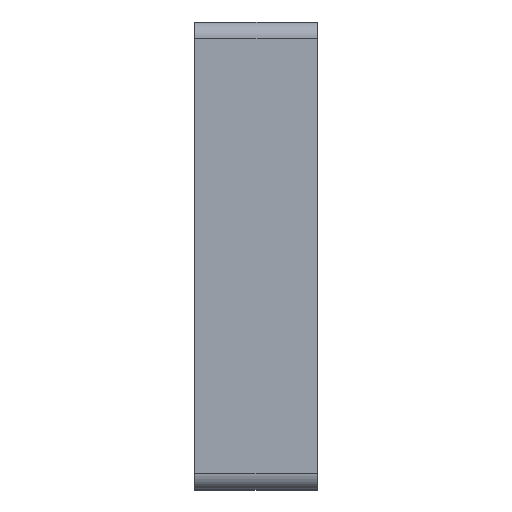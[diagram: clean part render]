
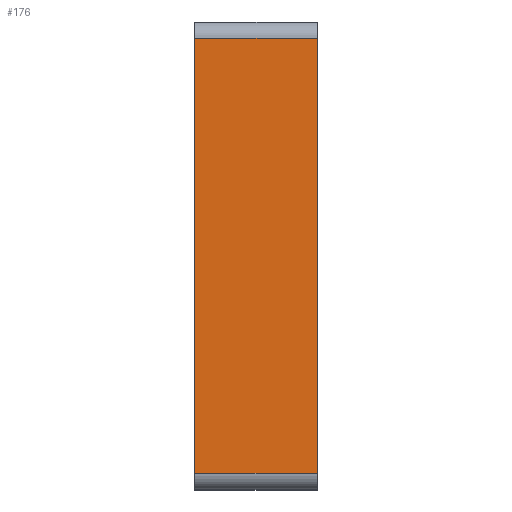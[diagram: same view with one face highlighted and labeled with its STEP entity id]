
A CAD part, top view. The second image highlights one B-rep face of the part: STEP entity #176.
In plain terms, the highlighted planar face has unit normal (0, 0, 1).
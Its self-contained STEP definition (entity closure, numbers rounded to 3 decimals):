
#29 = PLANE ( 'NONE',  #109 ) ;
#65 = ORIENTED_EDGE ( 'NONE', *, *, #165, .T. ) ;
#109 = AXIS2_PLACEMENT_3D ( 'NONE', #1014, #209, #1019 ) ;
#115 = CARTESIAN_POINT ( 'NONE',  ( 8.75, 64.663, 10.337 ) ) ;
#165 = EDGE_CURVE ( 'NONE', #533, #522, #733, .T. ) ;
#176 = ADVANCED_FACE ( 'NONE', ( #823 ), #29, .F. ) ;
#196 = CARTESIAN_POINT ( 'NONE',  ( 8.75, 0., 10.337 ) ) ;
#197 = VERTEX_POINT ( 'NONE', #471 ) ;
#198 = LINE ( 'NONE', #115, #1089 ) ;
#209 = DIRECTION ( 'NONE',  ( 0., 0., -1. ) ) ;
#215 = ORIENTED_EDGE ( 'NONE', *, *, #1062, .T. ) ;
#228 = VERTEX_POINT ( 'NONE', #1061 ) ;
#294 = DIRECTION ( 'NONE',  ( 0., 1., 0. ) ) ;
#297 = DIRECTION ( 'NONE',  ( -1., 0., 0. ) ) ;
#341 = ORIENTED_EDGE ( 'NONE', *, *, #349, .F. ) ;
#349 = EDGE_CURVE ( 'NONE', #533, #228, #364, .T. ) ;
#364 = LINE ( 'NONE', #984, #404 ) ;
#404 = VECTOR ( 'NONE', #1086, 1000. ) ;
#471 = CARTESIAN_POINT ( 'NONE',  ( -8.75, 64.663, 10.337 ) ) ;
#522 = VERTEX_POINT ( 'NONE', #651 ) ;
#533 = VERTEX_POINT ( 'NONE', #826 ) ;
#615 = VECTOR ( 'NONE', #1070, 1000. ) ;
#651 = CARTESIAN_POINT ( 'NONE',  ( 8.75, 64.663, 10.337 ) ) ;
#705 = LINE ( 'NONE', #794, #615 ) ;
#733 = LINE ( 'NONE', #196, #760 ) ;
#760 = VECTOR ( 'NONE', #294, 1000. ) ;
#773 = EDGE_LOOP ( 'NONE', ( #215, #1116, #341, #65 ) ) ;
#794 = CARTESIAN_POINT ( 'NONE',  ( -8.75, 0., 10.337 ) ) ;
#823 = FACE_OUTER_BOUND ( 'NONE', #773, .T. ) ;
#826 = CARTESIAN_POINT ( 'NONE',  ( 8.75, 2.337, 10.337 ) ) ;
#850 = EDGE_CURVE ( 'NONE', #197, #228, #705, .T. ) ;
#984 = CARTESIAN_POINT ( 'NONE',  ( -8.75, 2.337, 10.337 ) ) ;
#1014 = CARTESIAN_POINT ( 'NONE',  ( 0., 0., 10.337 ) ) ;
#1019 = DIRECTION ( 'NONE',  ( -1., 0., 0. ) ) ;
#1061 = CARTESIAN_POINT ( 'NONE',  ( -8.75, 2.337, 10.337 ) ) ;
#1062 = EDGE_CURVE ( 'NONE', #522, #197, #198, .T. ) ;
#1070 = DIRECTION ( 'NONE',  ( 0., -1., 0. ) ) ;
#1086 = DIRECTION ( 'NONE',  ( -1., 0., 0. ) ) ;
#1089 = VECTOR ( 'NONE', #297, 1000. ) ;
#1116 = ORIENTED_EDGE ( 'NONE', *, *, #850, .T. ) ;
